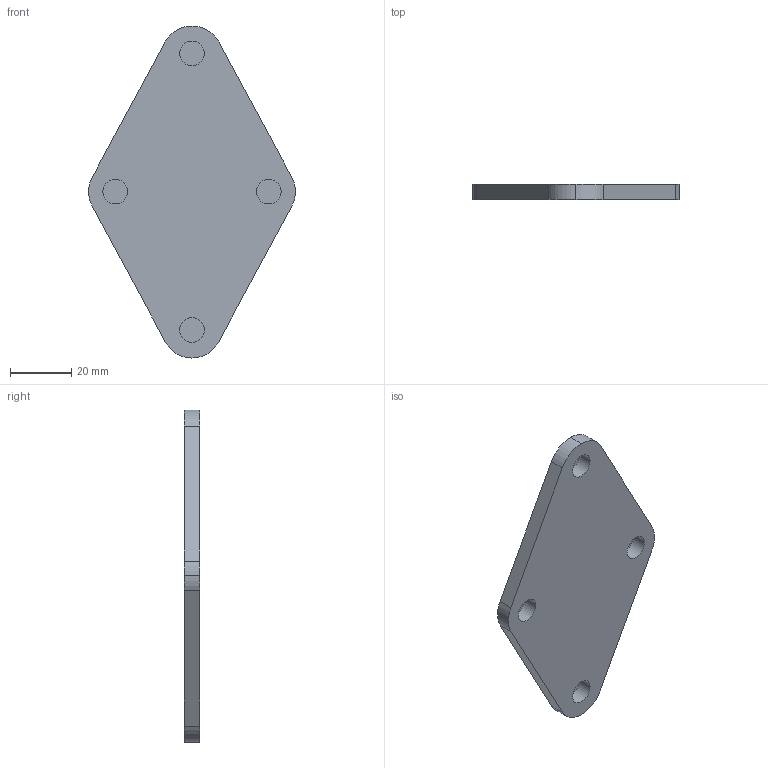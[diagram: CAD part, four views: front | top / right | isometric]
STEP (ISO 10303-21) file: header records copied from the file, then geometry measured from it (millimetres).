
FILE_DESCRIPTION(('STEP AP214'),'1');
FILE_NAME('Rombusz.stp','2022-09-30T11:00:46',(' '),(' '),'Spatial InterOp 3D',' ',' ');
FILE_SCHEMA(('AUTOMOTIVE_DESIGN { 1 0 10303 214 1 1 1 1 }'));
Length unit declared in the file: metre
Products named in the file (1): Surface
Bounding box: 67.29 x 5 x 108.05 mm (x, y, z)
Volume: 20936.2 mm3; surface area: 10391.4 mm2
Topology: 1 solids, 5 shells, 26 faces, 68 edges, 48 vertices
Faces by surface type: cylinder 16, plane 10
Entity records: 877 total; most frequent: DIRECTION 164, CARTESIAN_POINT 144, ORIENTED_EDGE 128, AXIS2_PLACEMENT_3D 68, EDGE_CURVE 68, VERTEX_POINT 48, CIRCLE 40, EDGE_LOOP 34
